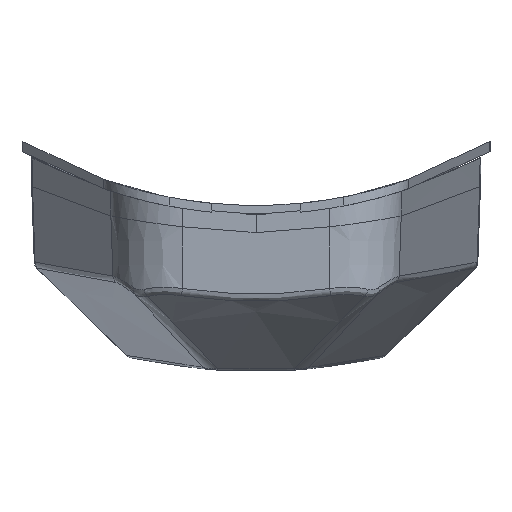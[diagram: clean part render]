
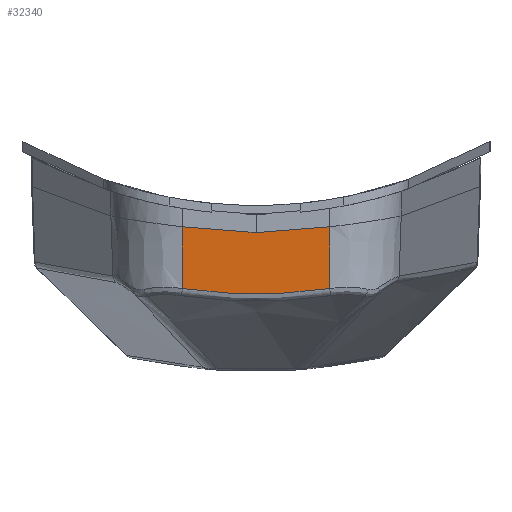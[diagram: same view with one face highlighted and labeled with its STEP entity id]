
A CAD part, front view. The second image highlights one B-rep face of the part: STEP entity #32340.
In plain terms, the highlighted planar face has unit normal (0, -0.999, -0.035).
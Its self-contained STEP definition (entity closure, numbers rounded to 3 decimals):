
#504 = VERTEX_POINT ( 'NONE', #25278 ) ;
#879 = FACE_OUTER_BOUND ( 'NONE', #32790, .T. ) ;
#1164 = CARTESIAN_POINT ( 'NONE',  ( -5.564, -66.558, 15.925 ) ) ;
#1533 = CARTESIAN_POINT ( 'NONE',  ( 8.314, -66.573, 16.364 ) ) ;
#2052 = B_SPLINE_CURVE_WITH_KNOTS ( 'NONE', 3,
 ( #20334, #39095, #1533, #23492, #4673, #26644, #7822 ),
 .UNSPECIFIED., .F., .F.,
 ( 4, 3, 4 ),
 ( 0., 0., 0.008 ),
 .UNSPECIFIED. ) ;
#2058 = CARTESIAN_POINT ( 'NONE',  ( 8.325, -66.573, 16.365 ) ) ;
#2741 = CARTESIAN_POINT ( 'NONE',  ( 8.325, -66.254, 7.239 ) ) ;
#2743 = CARTESIAN_POINT ( 'NONE',  ( 8.325, -66.573, 16.365 ) ) ;
#3170 = CARTESIAN_POINT ( 'NONE',  ( -5.565, -66.315, 8.967 ) ) ;
#3975 = VERTEX_POINT ( 'NONE', #21200 ) ;
#4298 = CARTESIAN_POINT ( 'NONE',  ( -8.314, -66.573, 16.364 ) ) ;
#4673 = CARTESIAN_POINT ( 'NONE',  ( 5.564, -66.558, 15.925 ) ) ;
#5055 = EDGE_CURVE ( 'NONE', #40314, #40618, #29472, .T. ) ;
#5881 = CARTESIAN_POINT ( 'NONE',  ( 8.321, -66.573, 16.365 ) ) ;
#7316 = CARTESIAN_POINT ( 'NONE',  ( 0., -66.55, 15.704 ) ) ;
#7453 = CARTESIAN_POINT ( 'NONE',  ( -8.318, -66.573, 16.364 ) ) ;
#7822 = CARTESIAN_POINT ( 'NONE',  ( 0., -66.55, 15.704 ) ) ;
#9669 = ORIENTED_EDGE ( 'NONE', *, *, #15442, .F. ) ;
#9957 = ORIENTED_EDGE ( 'NONE', *, *, #25971, .T. ) ;
#10790 = CARTESIAN_POINT ( 'NONE',  ( -8.321, -66.573, 16.365 ) ) ;
#12009 = EDGE_CURVE ( 'NONE', #40618, #38554, #17193, .T. ) ;
#12632 = CARTESIAN_POINT ( 'NONE',  ( -2.79, -66.308, 8.763 ) ) ;
#14081 = CARTESIAN_POINT ( 'NONE',  ( -8.325, -65.998, -0.087 ) ) ;
#15189 = B_SPLINE_CURVE_WITH_KNOTS ( 'NONE', 3,
 ( #7316, #32426, #1164, #23124, #4298, #26285, #7453 ),
 .UNSPECIFIED., .F., .F.,
 ( 4, 3, 4 ),
 ( 0., 0.008, 0.008 ),
 .UNSPECIFIED. ) ;
#15442 = EDGE_CURVE ( 'NONE', #3975, #37003, #17609, .T. ) ;
#15759 = CARTESIAN_POINT ( 'NONE',  ( 5.565, -66.315, 8.967 ) ) ;
#17174 = ORIENTED_EDGE ( 'NONE', *, *, #36403, .T. ) ;
#17193 = B_SPLINE_CURVE_WITH_KNOTS ( 'NONE', 3,
 ( #2743, #18384, #5881, #27853 ),
 .UNSPECIFIED., .F., .F.,
 ( 4, 4 ),
 ( 0., 0. ),
 .UNSPECIFIED. ) ;
#17596 = ORIENTED_EDGE ( 'NONE', *, *, #24524, .T. ) ;
#17609 = B_SPLINE_CURVE_WITH_KNOTS ( 'NONE', 3,
 ( #35739, #35609, #10790, #32745 ),
 .UNSPECIFIED., .F., .F.,
 ( 4, 4 ),
 ( 0., 0. ),
 .UNSPECIFIED. ) ;
#17668 = LINE ( 'NONE', #21326, #33339 ) ;
#18384 = CARTESIAN_POINT ( 'NONE',  ( 8.323, -66.573, 16.365 ) ) ;
#20334 = CARTESIAN_POINT ( 'NONE',  ( 8.318, -66.573, 16.364 ) ) ;
#20411 = DIRECTION ( 'NONE',  ( 0., 0.035, -0.999 ) ) ;
#20684 = VERTEX_POINT ( 'NONE', #21785 ) ;
#21101 = VECTOR ( 'NONE', #24712, 1000. ) ;
#21200 = CARTESIAN_POINT ( 'NONE',  ( -8.325, -66.573, 16.365 ) ) ;
#21224 = AXIS2_PLACEMENT_3D ( 'NONE', #14081, #39169, #20411 ) ;
#21326 = CARTESIAN_POINT ( 'NONE',  ( -8.325, -66.606, 17.315 ) ) ;
#21785 = CARTESIAN_POINT ( 'NONE',  ( 0., -66.55, 15.704 ) ) ;
#22672 = CARTESIAN_POINT ( 'NONE',  ( 8.325, -66.329, 9.376 ) ) ;
#23124 = CARTESIAN_POINT ( 'NONE',  ( -8.311, -66.573, 16.363 ) ) ;
#23492 = CARTESIAN_POINT ( 'NONE',  ( 8.311, -66.573, 16.363 ) ) ;
#24504 = DIRECTION ( 'NONE',  ( 0., -0.035, 0.999 ) ) ;
#24524 = EDGE_CURVE ( 'NONE', #20684, #37003, #15189, .T. ) ;
#24712 = DIRECTION ( 'NONE',  ( 0., -0.035, 0.999 ) ) ;
#24719 = CARTESIAN_POINT ( 'NONE',  ( 8.318, -66.573, 16.364 ) ) ;
#25278 = CARTESIAN_POINT ( 'NONE',  ( -8.325, -66.329, 9.376 ) ) ;
#25673 = EDGE_CURVE ( 'NONE', #504, #3975, #17668, .T. ) ;
#25971 = EDGE_CURVE ( 'NONE', #38554, #20684, #2052, .T. ) ;
#26285 = CARTESIAN_POINT ( 'NONE',  ( -8.316, -66.573, 16.364 ) ) ;
#26644 = CARTESIAN_POINT ( 'NONE',  ( 2.782, -66.55, 15.704 ) ) ;
#27214 = ORIENTED_EDGE ( 'NONE', *, *, #5055, .T. ) ;
#27853 = CARTESIAN_POINT ( 'NONE',  ( 8.318, -66.573, 16.364 ) ) ;
#29472 = LINE ( 'NONE', #2741, #21101 ) ;
#30707 = ORIENTED_EDGE ( 'NONE', *, *, #12009, .T. ) ;
#32340 = ADVANCED_FACE ( 'NONE', ( #879 ), #32887, .T. ) ;
#32426 = CARTESIAN_POINT ( 'NONE',  ( -2.782, -66.55, 15.704 ) ) ;
#32745 = CARTESIAN_POINT ( 'NONE',  ( -8.318, -66.573, 16.364 ) ) ;
#32790 = EDGE_LOOP ( 'NONE', ( #37919, #17174, #27214, #30707, #9957, #17596, #9669 ) ) ;
#32841 = CARTESIAN_POINT ( 'NONE',  ( -8.318, -66.573, 16.364 ) ) ;
#32887 = PLANE ( 'NONE',  #21224 ) ;
#33339 = VECTOR ( 'NONE', #24504, 1000. ) ;
#34549 = CARTESIAN_POINT ( 'NONE',  ( 2.789, -66.308, 8.763 ) ) ;
#35609 = CARTESIAN_POINT ( 'NONE',  ( -8.323, -66.573, 16.365 ) ) ;
#35739 = CARTESIAN_POINT ( 'NONE',  ( -8.325, -66.573, 16.365 ) ) ;
#36403 = EDGE_CURVE ( 'NONE', #504, #40314, #36583, .T. ) ;
#36583 = B_SPLINE_CURVE_WITH_KNOTS ( 'NONE', 3,
 ( #40586, #3170, #12632, #34549, #15759, #37705 ),
 .UNSPECIFIED., .F., .F.,
 ( 4, 2, 4 ),
 ( 0., 0.008, 0.017 ),
 .UNSPECIFIED. ) ;
#37003 = VERTEX_POINT ( 'NONE', #32841 ) ;
#37705 = CARTESIAN_POINT ( 'NONE',  ( 8.325, -66.329, 9.376 ) ) ;
#37919 = ORIENTED_EDGE ( 'NONE', *, *, #25673, .F. ) ;
#38554 = VERTEX_POINT ( 'NONE', #24719 ) ;
#39095 = CARTESIAN_POINT ( 'NONE',  ( 8.316, -66.573, 16.364 ) ) ;
#39169 = DIRECTION ( 'NONE',  ( 0., -0.999, -0.035 ) ) ;
#40314 = VERTEX_POINT ( 'NONE', #22672 ) ;
#40586 = CARTESIAN_POINT ( 'NONE',  ( -8.325, -66.329, 9.376 ) ) ;
#40618 = VERTEX_POINT ( 'NONE', #2058 ) ;
